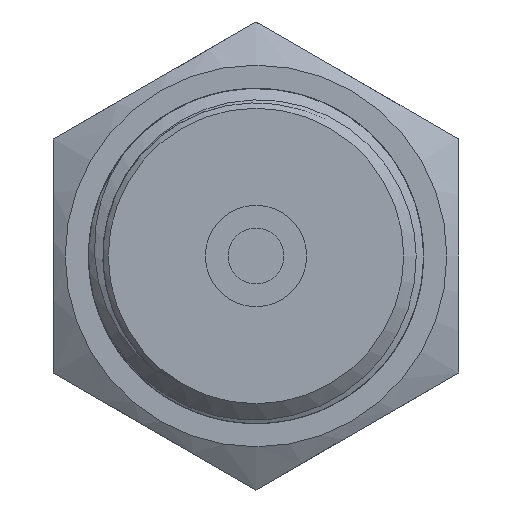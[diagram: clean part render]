
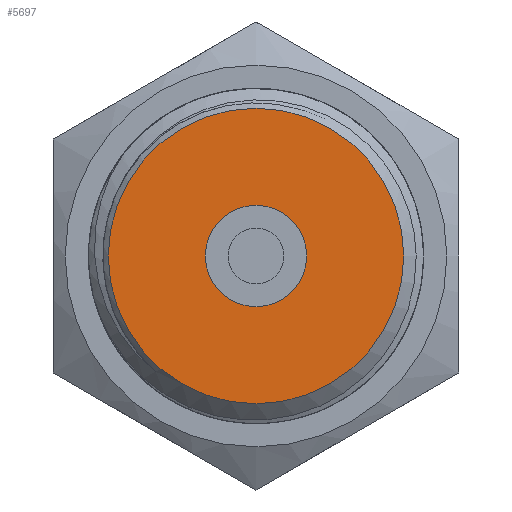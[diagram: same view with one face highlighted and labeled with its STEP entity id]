
A CAD part, left-side view. The second image highlights one B-rep face of the part: STEP entity #5697.
In plain terms, the highlighted planar face has unit normal (-1, 0, 0).
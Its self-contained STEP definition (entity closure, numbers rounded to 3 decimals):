
#1462=FACE_BOUND('',#1862,.T.);
#1517=FACE_OUTER_BOUND('',#1861,.T.);
#1861=EDGE_LOOP('',(#3918));
#1862=EDGE_LOOP('',(#3919));
#2228=CIRCLE('',#6089,8.75);
#2229=CIRCLE('',#6091,3.);
#2352=VERTEX_POINT('',#7993);
#2353=VERTEX_POINT('',#7997);
#2977=EDGE_CURVE('',#2352,#2352,#2228,.T.);
#2978=EDGE_CURVE('',#2353,#2353,#2229,.T.);
#3918=ORIENTED_EDGE('',*,*,#2977,.F.);
#3919=ORIENTED_EDGE('',*,*,#2978,.T.);
#5635=PLANE('',#6090);
#5697=ADVANCED_FACE('',(#1517,#1462),#5635,.T.);
#6089=AXIS2_PLACEMENT_3D('',#7995,#6367,#6368);
#6090=AXIS2_PLACEMENT_3D('',#7996,#6369,#6370);
#6091=AXIS2_PLACEMENT_3D('',#7998,#6371,#6372);
#6367=DIRECTION('center_axis',(1.,0.,0.));
#6368=DIRECTION('ref_axis',(0.,0.,-1.));
#6369=DIRECTION('center_axis',(-1.,0.,0.));
#6370=DIRECTION('ref_axis',(0.,0.,1.));
#6371=DIRECTION('center_axis',(1.,0.,0.));
#6372=DIRECTION('ref_axis',(0.,0.,-1.));
#7993=CARTESIAN_POINT('',(3.,-8.75,0.));
#7995=CARTESIAN_POINT('Origin',(3.,0.,0.));
#7996=CARTESIAN_POINT('Origin',(3.,8.75,0.));
#7997=CARTESIAN_POINT('',(3.,-3.,0.));
#7998=CARTESIAN_POINT('Origin',(3.,0.,0.));
